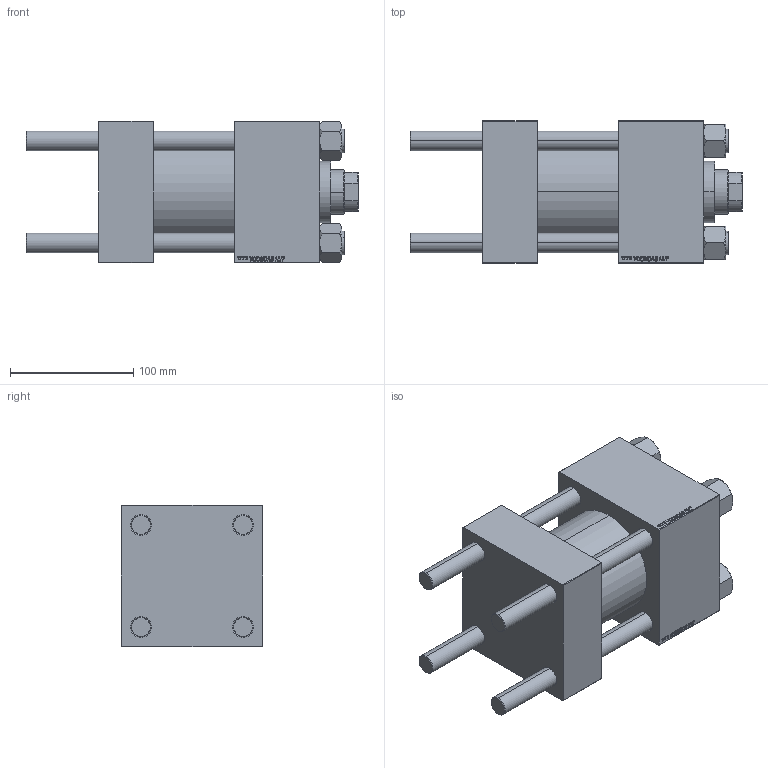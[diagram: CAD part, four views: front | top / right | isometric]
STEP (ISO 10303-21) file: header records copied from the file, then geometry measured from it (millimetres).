
FILE_DESCRIPTION (( 'STEP AP203' ), '1' );
FILE_NAME ('963d.STEP', '2024-04-03T07:01:20', ( '' ), ( '' ), 'SwSTEP 2.0', 'SolidWorks 2019', '' );
FILE_SCHEMA (( 'CONFIG_CONTROL_DESIGN' ));
Length unit declared in the file: millimetre
Products named in the file (6): 963d; V215_VC_A 3f729fc2bd5ed9f8e3e36384cabfaf68; V215CR_VCP 3f729fc2bd5ed9f8e3e36384cabfaf68; CR025_012_A_0_G_A_G_M_020_+#_##_TYCINKA 3f729fc2bd5ed9f8e3e36384cabfaf68; V215CR_BODY_A 3f729fc2bd5ed9f8e3e36384cabfaf68; NUT_M5 3f729fc2bd5ed9f8e3e36384cabfaf68
Assembly tree (11 placements, depth 2):
  963d
    V215CR_BODY_A 3f729fc2bd5ed9f8e3e36384cabfaf68
    CR025_012_A_0_G_A_G_M_020_+#_##_TYCINKA 3f729fc2bd5ed9f8e3e36384cabfaf68  x4
    NUT_M5 3f729fc2bd5ed9f8e3e36384cabfaf68  x4
    V215CR_VCP 3f729fc2bd5ed9f8e3e36384cabfaf68
    V215_VC_A 3f729fc2bd5ed9f8e3e36384cabfaf68
Bounding box: 269 x 115 x 115 mm (x, y, z)
Volume: 1863303.5 mm3; surface area: 295407.3 mm2
Topology: 11 solids, 11 shells, 1182 faces, 3000 edges, 1951 vertices
Faces by surface type: plane 567, bspline 392, cone 136, cylinder 79, torus 8
Entity records: 50234 total; most frequent: CARTESIAN_POINT 27060, ORIENTED_EDGE 5264, DIRECTION 3312, EDGE_CURVE 2632, VERTEX_POINT 1729, LINE 1606, VECTOR 1606, EDGE_LOOP 1155
